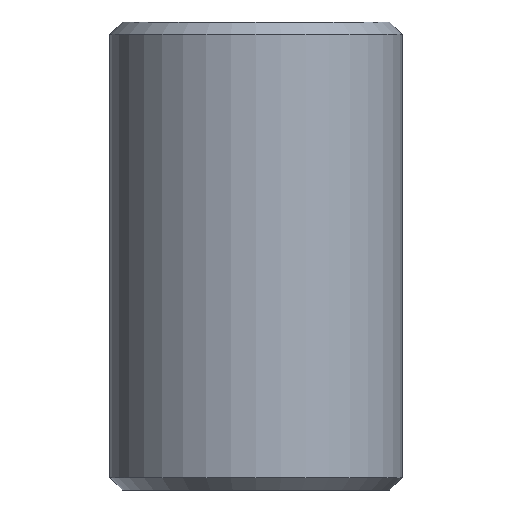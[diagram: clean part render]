
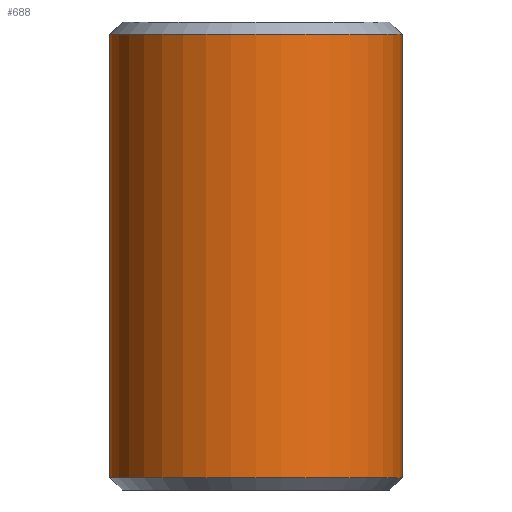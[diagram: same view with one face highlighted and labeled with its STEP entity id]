
A CAD part, front view. The second image highlights one B-rep face of the part: STEP entity #688.
In plain terms, the highlighted cylindrical face has radius 7.5 mm (diameter 15 mm), a full revolution.
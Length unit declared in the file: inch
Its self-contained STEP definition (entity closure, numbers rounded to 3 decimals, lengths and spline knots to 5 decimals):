
#35=CYLINDRICAL_SURFACE('',#750,0.29528);
#53=FACE_OUTER_BOUND('',#90,.T.);
#90=EDGE_LOOP('',(#480,#481,#482,#483,#484,#485));
#129=LINE('',#1054,#196);
#196=VECTOR('',#838,0.29528);
#262=CIRCLE('',#747,0.29528);
#263=CIRCLE('',#748,0.29528);
#265=CIRCLE('',#751,0.29528);
#266=CIRCLE('',#752,0.29528);
#300=VERTEX_POINT('',#1042);
#301=VERTEX_POINT('',#1043);
#303=VERTEX_POINT('',#1050);
#304=VERTEX_POINT('',#1051);
#370=EDGE_CURVE('',#300,#301,#262,.T.);
#371=EDGE_CURVE('',#301,#300,#263,.T.);
#374=EDGE_CURVE('',#303,#304,#265,.T.);
#375=EDGE_CURVE('',#304,#303,#266,.T.);
#376=EDGE_CURVE('',#304,#301,#129,.T.);
#480=ORIENTED_EDGE('',*,*,#374,.F.);
#481=ORIENTED_EDGE('',*,*,#375,.F.);
#482=ORIENTED_EDGE('',*,*,#376,.T.);
#483=ORIENTED_EDGE('',*,*,#370,.F.);
#484=ORIENTED_EDGE('',*,*,#371,.F.);
#485=ORIENTED_EDGE('',*,*,#376,.F.);
#688=ADVANCED_FACE('',(#53),#35,.T.);
#747=AXIS2_PLACEMENT_3D('',#1044,#825,#826);
#748=AXIS2_PLACEMENT_3D('',#1045,#827,#828);
#750=AXIS2_PLACEMENT_3D('',#1049,#832,#833);
#751=AXIS2_PLACEMENT_3D('',#1052,#834,#835);
#752=AXIS2_PLACEMENT_3D('',#1053,#836,#837);
#825=DIRECTION('center_axis',(0.,0.,-1.));
#826=DIRECTION('ref_axis',(-1.,0.,0.));
#827=DIRECTION('center_axis',(0.,0.,-1.));
#828=DIRECTION('ref_axis',(-1.,0.,0.));
#832=DIRECTION('center_axis',(0.,0.,1.));
#833=DIRECTION('ref_axis',(1.,0.,0.));
#834=DIRECTION('center_axis',(0.,0.,1.));
#835=DIRECTION('ref_axis',(-1.,0.,0.));
#836=DIRECTION('center_axis',(0.,0.,1.));
#837=DIRECTION('ref_axis',(-1.,0.,0.));
#838=DIRECTION('',(0.,0.,-1.));
#1042=CARTESIAN_POINT('',(0.29528,0.,0.025));
#1043=CARTESIAN_POINT('',(-0.29528,0.,0.025));
#1044=CARTESIAN_POINT('Origin',(0.,0.,0.025));
#1045=CARTESIAN_POINT('Origin',(0.,0.,0.025));
#1049=CARTESIAN_POINT('Origin',(0.,0.,0.));
#1050=CARTESIAN_POINT('',(0.29528,0.,0.91988));
#1051=CARTESIAN_POINT('',(-0.29528,0.,0.91988));
#1052=CARTESIAN_POINT('Origin',(0.,0.,0.91988));
#1053=CARTESIAN_POINT('Origin',(0.,0.,0.91988));
#1054=CARTESIAN_POINT('',(-0.29528,0.,0.));
